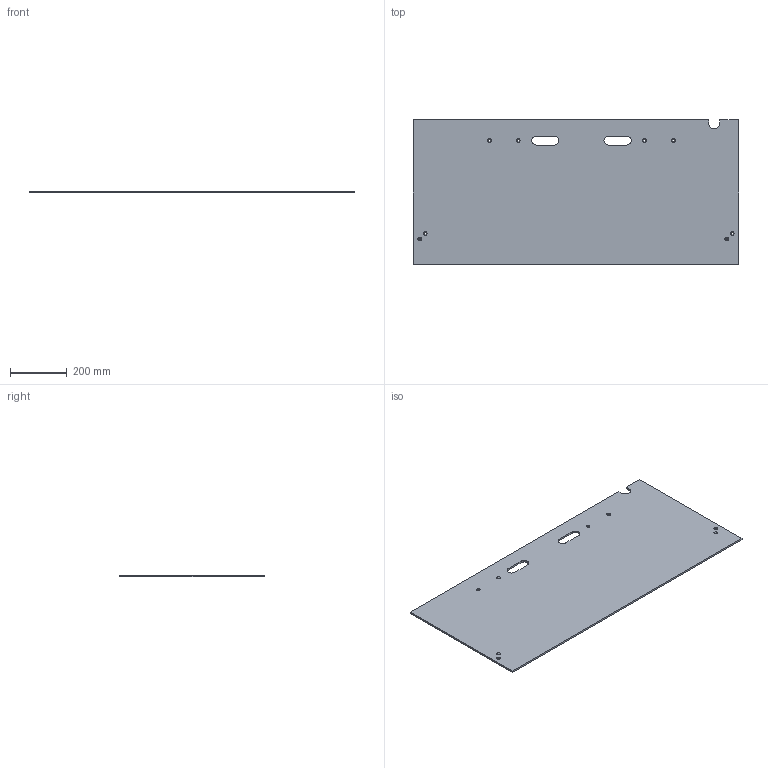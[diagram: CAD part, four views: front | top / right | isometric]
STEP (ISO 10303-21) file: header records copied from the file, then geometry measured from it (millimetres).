
FILE_DESCRIPTION(/* description */ (''),/* implementation_level */ '2;1');
FILE_NAME(/* name */ 'FE-00044.ipt.stp',/* time_stamp */ '2018-01-01T11:15:30-08:00',/* author */ ('PhillipD'),/* organization */ (''),/* preprocessor_version */ 'ST-DEVELOPER v16.13',/* originating_system */ 'Autodesk Inventor 2018',/* authorisation */ '');
FILE_SCHEMA (('AUTOMOTIVE_DESIGN { 1 0 10303 214 3 1 1 }'));
Length unit declared in the file: inch
Products named in the file (1): FE-00044
Bounding box: 1143 x 508 x 6.35 mm (x, y, z)
Volume: 3641724.7 mm3; surface area: 1172398.2 mm2
Topology: 1 solids, 1 shells, 34 faces, 88 edges, 56 vertices
Faces by surface type: cylinder 13, plane 13, cone 8
Full cylindrical faces by diameter (mm): 6.756 x8
Entity records: 1084 total; most frequent: DIRECTION 176, CARTESIAN_POINT 163, ORIENTED_EDGE 144, EDGE_CURVE 72, EDGE_LOOP 70, AXIS2_PLACEMENT_3D 69, VERTEX_POINT 56, LINE 38
